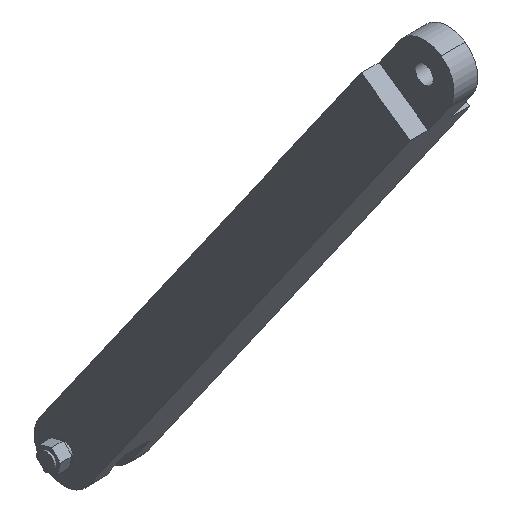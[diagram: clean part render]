
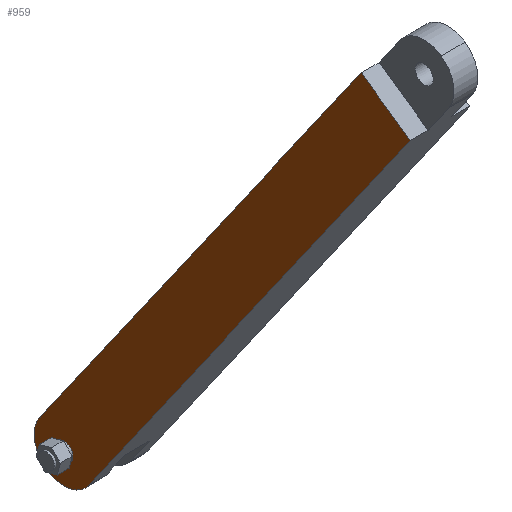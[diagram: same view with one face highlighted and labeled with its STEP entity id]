
A CAD part, isometric view. The second image highlights one B-rep face of the part: STEP entity #959.
In plain terms, the highlighted planar face has unit normal (-1, 0, 0).
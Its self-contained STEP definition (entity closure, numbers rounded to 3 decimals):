
#604=CARTESIAN_POINT('',(54.,-27.976,65.17));
#605=VERTEX_POINT('',#604);
#612=CARTESIAN_POINT('',(54.,25.94,-11.831));
#613=VERTEX_POINT('',#612);
#614=CARTESIAN_POINT('',(54.,25.94,-11.831));
#615=DIRECTION('',(0.,-0.574,0.819));
#616=VECTOR('',#615,94.);
#617=LINE('',#614,#616);
#618=EDGE_CURVE('',#613,#605,#617,.T.);
#676=CARTESIAN_POINT('',(54.,34.132,-6.095));
#677=VERTEX_POINT('',#676);
#684=CARTESIAN_POINT('',(54.,-19.785,70.905));
#685=VERTEX_POINT('',#684);
#686=CARTESIAN_POINT('',(54.,-19.785,70.905));
#687=DIRECTION('',(-0.,0.574,-0.819));
#688=VECTOR('',#687,94.);
#689=LINE('',#686,#688);
#690=EDGE_CURVE('',#685,#677,#689,.T.);
#790=CARTESIAN_POINT('',(54.,31.265,-8.102));
#791=VERTEX_POINT('',#790);
#815=CARTESIAN_POINT('',(54.,30.036,-8.963));
#816=DIRECTION('',(1.,0.,0.));
#817=DIRECTION('',(-0.,0.819,0.574));
#818=AXIS2_PLACEMENT_3D('',#815,#816,#817);
#819=CIRCLE('',#818,1.5);
#820=EDGE_CURVE('',#791,#791,#819,.T.);
#873=CARTESIAN_POINT('',(54.,32.904,-13.059));
#874=VERTEX_POINT('',#873);
#881=CARTESIAN_POINT('',(54.,30.036,-8.963));
#882=DIRECTION('',(-1.,-0.,-0.));
#883=DIRECTION('',(-0.,0.819,0.574));
#884=AXIS2_PLACEMENT_3D('',#881,#882,#883);
#885=CIRCLE('',#884,5.);
#886=EDGE_CURVE('',#677,#874,#885,.T.);
#929=CARTESIAN_POINT('',(54.,30.036,-8.963));
#930=DIRECTION('',(-1.,-0.,-0.));
#931=DIRECTION('',(-0.,0.819,0.574));
#932=AXIS2_PLACEMENT_3D('',#929,#930,#931);
#933=CIRCLE('',#932,5.);
#934=EDGE_CURVE('',#874,#613,#933,.T.);
#939=CARTESIAN_POINT('',(54.,-14.691,-30.515));
#940=DIRECTION('',(1.,0.,0.));
#941=DIRECTION('',(-0.,0.819,0.574));
#942=AXIS2_PLACEMENT_3D('',#939,#940,#941);
#943=PLANE('',#942);
#944=ORIENTED_EDGE('',*,*,#820,.T.);
#945=EDGE_LOOP('',(#944));
#946=FACE_BOUND('',#945,.T.);
#947=CARTESIAN_POINT('',(54.,-19.785,70.905));
#948=DIRECTION('',(0.,-0.819,-0.574));
#949=VECTOR('',#948,10.);
#950=LINE('',#947,#949);
#951=EDGE_CURVE('',#685,#605,#950,.T.);
#952=ORIENTED_EDGE('',*,*,#951,.F.);
#953=ORIENTED_EDGE('',*,*,#690,.T.);
#954=ORIENTED_EDGE('',*,*,#886,.T.);
#955=ORIENTED_EDGE('',*,*,#934,.T.);
#956=ORIENTED_EDGE('',*,*,#618,.T.);
#957=EDGE_LOOP('',(#952,#953,#954,#955,#956));
#958=FACE_BOUND('',#957,.T.);
#959=ADVANCED_FACE('',(#946,#958),#943,.F.);
